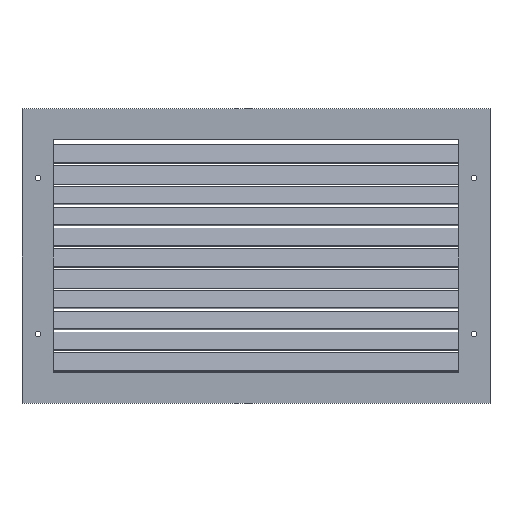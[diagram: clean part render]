
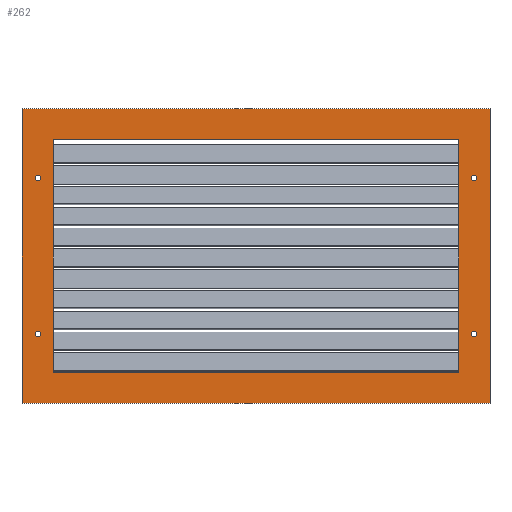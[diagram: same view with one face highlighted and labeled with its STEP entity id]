
A CAD part, top view. The second image highlights one B-rep face of the part: STEP entity #262.
In plain terms, the highlighted planar face has unit normal (0, 0, 1).
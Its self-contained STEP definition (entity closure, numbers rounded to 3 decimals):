
#14 = CIRCLE ( 'NONE', #2173, 4.2 ) ;
#27 = EDGE_CURVE ( 'NONE', #1138, #1712, #75, .T. ) ;
#37 = CARTESIAN_POINT ( 'NONE',  ( -314.5, -112.5, 2. ) ) ;
#41 = VECTOR ( 'NONE', #2059, 1000. ) ;
#54 = VERTEX_POINT ( 'NONE', #798 ) ;
#64 = CIRCLE ( 'NONE', #526, 4.2 ) ;
#73 = ORIENTED_EDGE ( 'NONE', *, *, #1388, .F. ) ;
#75 = LINE ( 'NONE', #1655, #41 ) ;
#81 = VERTEX_POINT ( 'NONE', #1219 ) ;
#116 = ORIENTED_EDGE ( 'NONE', *, *, #2552, .T. ) ;
#120 = AXIS2_PLACEMENT_3D ( 'NONE', #1750, #479, #704 ) ;
#170 = VERTEX_POINT ( 'NONE', #1584 ) ;
#186 = LINE ( 'NONE', #521, #735 ) ;
#199 = CARTESIAN_POINT ( 'NONE',  ( 314.5, -112.5, 2. ) ) ;
#203 = AXIS2_PLACEMENT_3D ( 'NONE', #199, #2074, #2666 ) ;
#227 = FACE_BOUND ( 'NONE', #1939, .T. ) ;
#231 = DIRECTION ( 'NONE',  ( 1., 0., 0. ) ) ;
#235 = CIRCLE ( 'NONE', #120, 4.2 ) ;
#258 = CARTESIAN_POINT ( 'NONE',  ( -292.5, -167.5, 2. ) ) ;
#262 = ADVANCED_FACE ( 'NONE', ( #2585, #227, #714, #2353, #1566, #938 ), #565, .T. ) ;
#270 = CIRCLE ( 'NONE', #622, 4.2 ) ;
#289 = VERTEX_POINT ( 'NONE', #809 ) ;
#296 = CARTESIAN_POINT ( 'NONE',  ( -314.5, 112.5, 2. ) ) ;
#305 = CARTESIAN_POINT ( 'NONE',  ( -314.5, 112.5, 2. ) ) ;
#364 = CIRCLE ( 'NONE', #203, 4.2 ) ;
#372 = CARTESIAN_POINT ( 'NONE',  ( 337.5, 212.5, 2. ) ) ;
#388 = ORIENTED_EDGE ( 'NONE', *, *, #965, .T. ) ;
#425 = VERTEX_POINT ( 'NONE', #1868 ) ;
#429 = EDGE_LOOP ( 'NONE', ( #1504, #1891 ) ) ;
#435 = DIRECTION ( 'NONE',  ( 0., 1., 0. ) ) ;
#440 = LINE ( 'NONE', #2650, #1032 ) ;
#479 = DIRECTION ( 'NONE',  ( 0., 0., 1. ) ) ;
#486 = LINE ( 'NONE', #1919, #2495 ) ;
#492 = DIRECTION ( 'NONE',  ( 1., 0., 0. ) ) ;
#511 = CARTESIAN_POINT ( 'NONE',  ( 310.3, 112.5, 2. ) ) ;
#521 = CARTESIAN_POINT ( 'NONE',  ( -337.5, 212.5, 2. ) ) ;
#526 = AXIS2_PLACEMENT_3D ( 'NONE', #2538, #2346, #231 ) ;
#539 = LINE ( 'NONE', #258, #1125 ) ;
#562 = AXIS2_PLACEMENT_3D ( 'NONE', #1968, #1528, #701 ) ;
#565 = PLANE ( 'NONE',  #773 ) ;
#622 = AXIS2_PLACEMENT_3D ( 'NONE', #305, #1121, #1345 ) ;
#637 = CARTESIAN_POINT ( 'NONE',  ( 318.7, -112.5, 2. ) ) ;
#650 = LINE ( 'NONE', #1080, #1696 ) ;
#701 = DIRECTION ( 'NONE',  ( 1., 0., 0. ) ) ;
#704 = DIRECTION ( 'NONE',  ( 1., 0., 0. ) ) ;
#714 = FACE_BOUND ( 'NONE', #1150, .T. ) ;
#735 = VECTOR ( 'NONE', #1994, 1000. ) ;
#773 = AXIS2_PLACEMENT_3D ( 'NONE', #2039, #980, #777 ) ;
#777 = DIRECTION ( 'NONE',  ( 1., 0., 0. ) ) ;
#779 = CARTESIAN_POINT ( 'NONE',  ( -310.3, 112.5, 2. ) ) ;
#789 = CARTESIAN_POINT ( 'NONE',  ( 337.5, -212.5, 2. ) ) ;
#798 = CARTESIAN_POINT ( 'NONE',  ( 292.5, -167.5, 2. ) ) ;
#803 = VERTEX_POINT ( 'NONE', #1631 ) ;
#809 = CARTESIAN_POINT ( 'NONE',  ( -310.3, -112.5, 2. ) ) ;
#825 = ORIENTED_EDGE ( 'NONE', *, *, #2293, .F. ) ;
#826 = CARTESIAN_POINT ( 'NONE',  ( 318.7, 112.5, 2. ) ) ;
#834 = EDGE_LOOP ( 'NONE', ( #2568, #1333 ) ) ;
#841 = CIRCLE ( 'NONE', #1978, 4.2 ) ;
#853 = AXIS2_PLACEMENT_3D ( 'NONE', #1145, #1538, #492 ) ;
#856 = ORIENTED_EDGE ( 'NONE', *, *, #2273, .F. ) ;
#938 = FACE_BOUND ( 'NONE', #2230, .T. ) ;
#965 = EDGE_CURVE ( 'NONE', #803, #1438, #650, .T. ) ;
#974 = ORIENTED_EDGE ( 'NONE', *, *, #1874, .F. ) ;
#980 = DIRECTION ( 'NONE',  ( 0., 0., 1. ) ) ;
#1032 = VECTOR ( 'NONE', #1376, 1000. ) ;
#1045 = VERTEX_POINT ( 'NONE', #1302 ) ;
#1080 = CARTESIAN_POINT ( 'NONE',  ( -337.5, 212.5, 2. ) ) ;
#1085 = DIRECTION ( 'NONE',  ( 1., 0., 0. ) ) ;
#1117 = CARTESIAN_POINT ( 'NONE',  ( -292.5, 167.5, 2. ) ) ;
#1121 = DIRECTION ( 'NONE',  ( 0., 0., 1. ) ) ;
#1125 = VECTOR ( 'NONE', #1686, 1000. ) ;
#1138 = VERTEX_POINT ( 'NONE', #789 ) ;
#1145 = CARTESIAN_POINT ( 'NONE',  ( 314.5, 112.5, 2. ) ) ;
#1150 = EDGE_LOOP ( 'NONE', ( #856, #73 ) ) ;
#1155 = DIRECTION ( 'NONE',  ( 1., 0., 0. ) ) ;
#1219 = CARTESIAN_POINT ( 'NONE',  ( -318.7, 112.5, 2. ) ) ;
#1236 = ORIENTED_EDGE ( 'NONE', *, *, #27, .T. ) ;
#1302 = CARTESIAN_POINT ( 'NONE',  ( 292.5, 167.5, 2. ) ) ;
#1313 = EDGE_CURVE ( 'NONE', #54, #1045, #1731, .T. ) ;
#1333 = ORIENTED_EDGE ( 'NONE', *, *, #1913, .F. ) ;
#1345 = DIRECTION ( 'NONE',  ( 1., 0., 0. ) ) ;
#1372 = ORIENTED_EDGE ( 'NONE', *, *, #1923, .F. ) ;
#1376 = DIRECTION ( 'NONE',  ( 1., 0., 0. ) ) ;
#1388 = EDGE_CURVE ( 'NONE', #425, #289, #841, .T. ) ;
#1438 = VERTEX_POINT ( 'NONE', #2545 ) ;
#1471 = VERTEX_POINT ( 'NONE', #1117 ) ;
#1483 = CARTESIAN_POINT ( 'NONE',  ( 292.5, -167.5, 2. ) ) ;
#1487 = DIRECTION ( 'NONE',  ( 0., 0., 1. ) ) ;
#1504 = ORIENTED_EDGE ( 'NONE', *, *, #1512, .F. ) ;
#1512 = EDGE_CURVE ( 'NONE', #1748, #2526, #1955, .T. ) ;
#1528 = DIRECTION ( 'NONE',  ( 0., 0., 1. ) ) ;
#1535 = EDGE_CURVE ( 'NONE', #1712, #803, #186, .T. ) ;
#1538 = DIRECTION ( 'NONE',  ( 0., 0., 1. ) ) ;
#1557 = DIRECTION ( 'NONE',  ( 0., 0., 1. ) ) ;
#1566 = FACE_OUTER_BOUND ( 'NONE', #2026, .T. ) ;
#1577 = ORIENTED_EDGE ( 'NONE', *, *, #1313, .F. ) ;
#1584 = CARTESIAN_POINT ( 'NONE',  ( -292.5, -167.5, 2. ) ) ;
#1631 = CARTESIAN_POINT ( 'NONE',  ( -337.5, 212.5, 2. ) ) ;
#1655 = CARTESIAN_POINT ( 'NONE',  ( 337.5, 212.5, 2. ) ) ;
#1676 = VERTEX_POINT ( 'NONE', #779 ) ;
#1686 = DIRECTION ( 'NONE',  ( 1., 0., 0. ) ) ;
#1696 = VECTOR ( 'NONE', #1865, 1000. ) ;
#1701 = CARTESIAN_POINT ( 'NONE',  ( 310.3, -112.5, 2. ) ) ;
#1712 = VERTEX_POINT ( 'NONE', #372 ) ;
#1731 = LINE ( 'NONE', #1483, #2318 ) ;
#1732 = EDGE_CURVE ( 'NONE', #2148, #1860, #364, .T. ) ;
#1748 = VERTEX_POINT ( 'NONE', #826 ) ;
#1750 = CARTESIAN_POINT ( 'NONE',  ( 314.5, -112.5, 2. ) ) ;
#1753 = ORIENTED_EDGE ( 'NONE', *, *, #1535, .T. ) ;
#1827 = EDGE_CURVE ( 'NONE', #1045, #1471, #486, .T. ) ;
#1858 = CIRCLE ( 'NONE', #562, 4.2 ) ;
#1860 = VERTEX_POINT ( 'NONE', #1701 ) ;
#1865 = DIRECTION ( 'NONE',  ( 0., -1., 0. ) ) ;
#1868 = CARTESIAN_POINT ( 'NONE',  ( -318.7, -112.5, 2. ) ) ;
#1874 = EDGE_CURVE ( 'NONE', #1860, #2148, #235, .T. ) ;
#1887 = EDGE_CURVE ( 'NONE', #1676, #81, #14, .T. ) ;
#1891 = ORIENTED_EDGE ( 'NONE', *, *, #2439, .F. ) ;
#1913 = EDGE_CURVE ( 'NONE', #81, #1676, #270, .T. ) ;
#1919 = CARTESIAN_POINT ( 'NONE',  ( 292.5, 167.5, 2. ) ) ;
#1923 = EDGE_CURVE ( 'NONE', #1471, #170, #2232, .T. ) ;
#1939 = EDGE_LOOP ( 'NONE', ( #2588, #974 ) ) ;
#1955 = CIRCLE ( 'NONE', #853, 4.2 ) ;
#1968 = CARTESIAN_POINT ( 'NONE',  ( 314.5, 112.5, 2. ) ) ;
#1978 = AXIS2_PLACEMENT_3D ( 'NONE', #37, #1487, #1085 ) ;
#1994 = DIRECTION ( 'NONE',  ( -1., 0., 0. ) ) ;
#2026 = EDGE_LOOP ( 'NONE', ( #1236, #1753, #388, #116 ) ) ;
#2039 = CARTESIAN_POINT ( 'NONE',  ( 0., 0., 2. ) ) ;
#2059 = DIRECTION ( 'NONE',  ( 0., 1., 0. ) ) ;
#2074 = DIRECTION ( 'NONE',  ( 0., 0., 1. ) ) ;
#2120 = DIRECTION ( 'NONE',  ( -1., 0., 0. ) ) ;
#2148 = VERTEX_POINT ( 'NONE', #637 ) ;
#2173 = AXIS2_PLACEMENT_3D ( 'NONE', #296, #1557, #1155 ) ;
#2176 = VECTOR ( 'NONE', #2188, 1000. ) ;
#2188 = DIRECTION ( 'NONE',  ( 0., -1., 0. ) ) ;
#2230 = EDGE_LOOP ( 'NONE', ( #825, #1372, #2486, #1577 ) ) ;
#2232 = LINE ( 'NONE', #2606, #2176 ) ;
#2273 = EDGE_CURVE ( 'NONE', #289, #425, #64, .T. ) ;
#2293 = EDGE_CURVE ( 'NONE', #170, #54, #539, .T. ) ;
#2318 = VECTOR ( 'NONE', #435, 1000. ) ;
#2346 = DIRECTION ( 'NONE',  ( 0., 0., 1. ) ) ;
#2353 = FACE_BOUND ( 'NONE', #834, .T. ) ;
#2439 = EDGE_CURVE ( 'NONE', #2526, #1748, #1858, .T. ) ;
#2486 = ORIENTED_EDGE ( 'NONE', *, *, #1827, .F. ) ;
#2495 = VECTOR ( 'NONE', #2120, 1000. ) ;
#2526 = VERTEX_POINT ( 'NONE', #511 ) ;
#2538 = CARTESIAN_POINT ( 'NONE',  ( -314.5, -112.5, 2. ) ) ;
#2545 = CARTESIAN_POINT ( 'NONE',  ( -337.5, -212.5, 2. ) ) ;
#2552 = EDGE_CURVE ( 'NONE', #1438, #1138, #440, .T. ) ;
#2568 = ORIENTED_EDGE ( 'NONE', *, *, #1887, .F. ) ;
#2585 = FACE_BOUND ( 'NONE', #429, .T. ) ;
#2588 = ORIENTED_EDGE ( 'NONE', *, *, #1732, .F. ) ;
#2606 = CARTESIAN_POINT ( 'NONE',  ( -292.5, 167.5, 2. ) ) ;
#2650 = CARTESIAN_POINT ( 'NONE',  ( -337.5, -212.5, 2. ) ) ;
#2666 = DIRECTION ( 'NONE',  ( 1., 0., 0. ) ) ;
